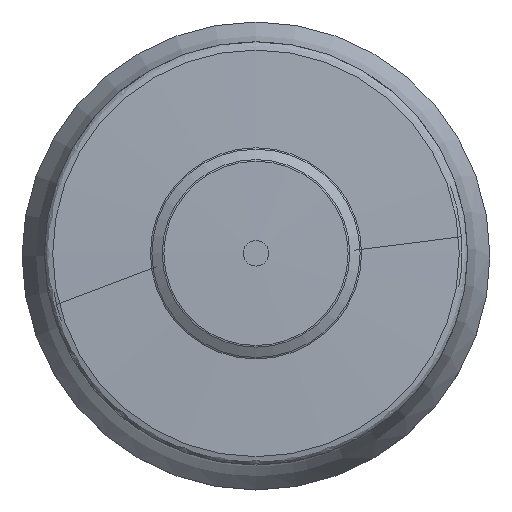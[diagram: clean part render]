
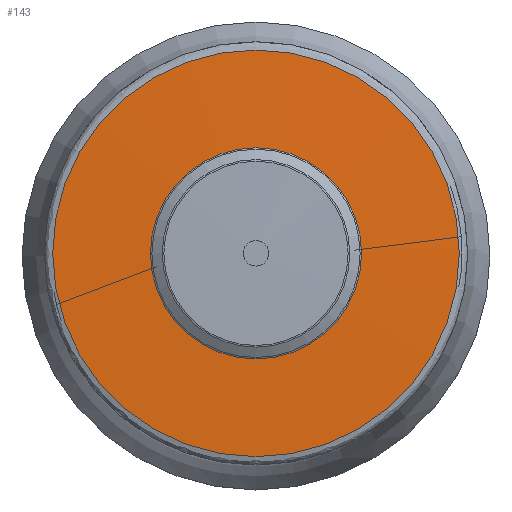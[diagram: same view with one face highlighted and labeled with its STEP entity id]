
A CAD part, top view. The second image highlights one B-rep face of the part: STEP entity #143.
In plain terms, the highlighted face is a revolution surface.
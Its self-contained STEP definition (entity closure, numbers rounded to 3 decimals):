
#34=SURFACE_OF_REVOLUTION('',#81,#40);
#40=AXIS1_PLACEMENT('',#737,#571);
#81=B_SPLINE_CURVE_WITH_KNOTS('',5,(#731,#732,#733,#734,#735,#736),
 .UNSPECIFIED.,.F.,.F.,(6,6),(0.,1.),.UNSPECIFIED.);
#143=ADVANCED_FACE('',(#191,#192),#34,.F.);
#191=FACE_BOUND('',#240,.T.);
#192=FACE_BOUND('',#241,.T.);
#240=EDGE_LOOP('',(#314));
#241=EDGE_LOOP('',(#315));
#314=ORIENTED_EDGE('',*,*,#390,.T.);
#315=ORIENTED_EDGE('',*,*,#389,.F.);
#352=VERTEX_POINT('',#705);
#353=VERTEX_POINT('',#730);
#389=EDGE_CURVE('',#352,#352,#412,.T.);
#390=EDGE_CURVE('',#353,#353,#413,.T.);
#412=CIRCLE('',#461,18.25);
#413=CIRCLE('',#462,9.476);
#461=AXIS2_PLACEMENT_3D('',#704,#566,#567);
#462=AXIS2_PLACEMENT_3D('',#729,#569,#570);
#566=DIRECTION('',(0.,0.,-1.));
#567=DIRECTION('',(-1.,0.,0.));
#569=DIRECTION('',(0.,0.,-1.));
#570=DIRECTION('',(-1.,0.,0.));
#571=DIRECTION('',(0.,0.,-1.));
#704=CARTESIAN_POINT('',(0.,0.,137.871));
#705=CARTESIAN_POINT('',(-18.25,0.,137.871));
#729=CARTESIAN_POINT('',(0.,0.,138.186));
#730=CARTESIAN_POINT('',(-9.476,0.,138.186));
#731=CARTESIAN_POINT('',(18.25,0.,137.871));
#732=CARTESIAN_POINT('',(16.495,0.,137.934));
#733=CARTESIAN_POINT('',(14.741,0.,137.997));
#734=CARTESIAN_POINT('',(12.986,0.,138.06));
#735=CARTESIAN_POINT('',(11.231,0.,138.123));
#736=CARTESIAN_POINT('',(9.476,0.,138.186));
#737=CARTESIAN_POINT('',(0.,0.,0.));
